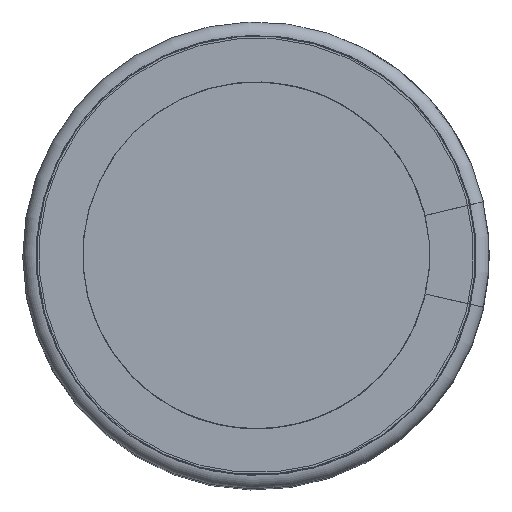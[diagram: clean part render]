
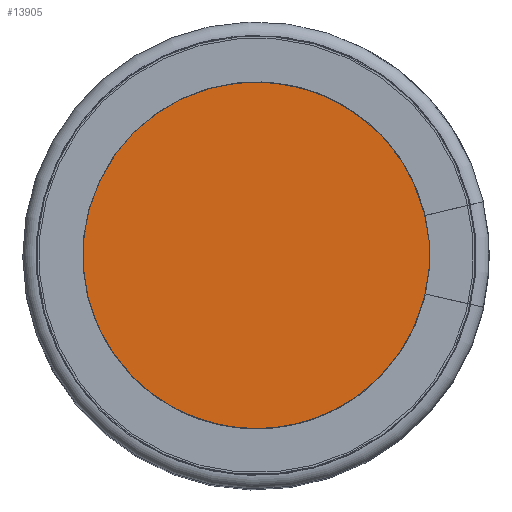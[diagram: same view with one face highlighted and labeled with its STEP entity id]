
A CAD part, top view. The second image highlights one B-rep face of the part: STEP entity #13905.
In plain terms, the highlighted face is planar.
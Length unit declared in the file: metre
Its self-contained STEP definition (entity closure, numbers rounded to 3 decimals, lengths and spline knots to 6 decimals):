
#547=CIRCLE('',#14588,0.016432);
#1318=ORIENTED_EDGE('',*,*,#4183,.F.);
#4183=EDGE_CURVE('',#5602,#5602,#547,.T.);
#5602=VERTEX_POINT('',#19292);
#7906=EDGE_LOOP('',(#1318));
#8616=FACE_BOUND('',#7906,.T.);
#9263=PLANE('',#14587);
#13905=ADVANCED_FACE('',(#8616),#9263,.F.);
#14587=AXIS2_PLACEMENT_3D('',#19290,#15929,#15930);
#14588=AXIS2_PLACEMENT_3D('',#19291,#15931,#15932);
#15929=DIRECTION('',(0.,-1.,0.));
#15930=DIRECTION('',(0.,0.,-1.));
#15931=DIRECTION('',(0.,-1.,0.));
#15932=DIRECTION('',(0.,0.,-1.));
#19290=CARTESIAN_POINT('',(0.,0.05078,0.));
#19291=CARTESIAN_POINT('',(0.,0.05078,0.));
#19292=CARTESIAN_POINT('',(0.,0.05078,-0.016432));
